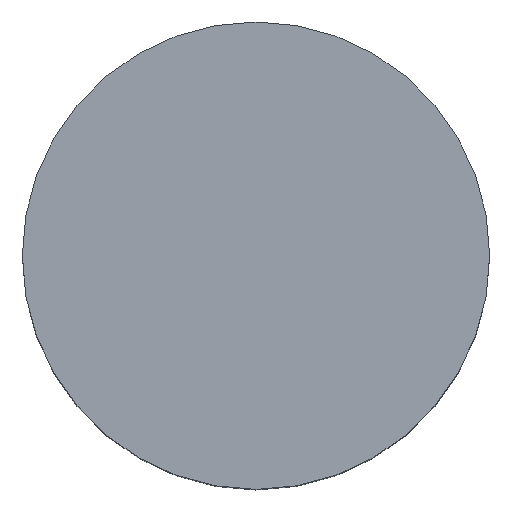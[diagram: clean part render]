
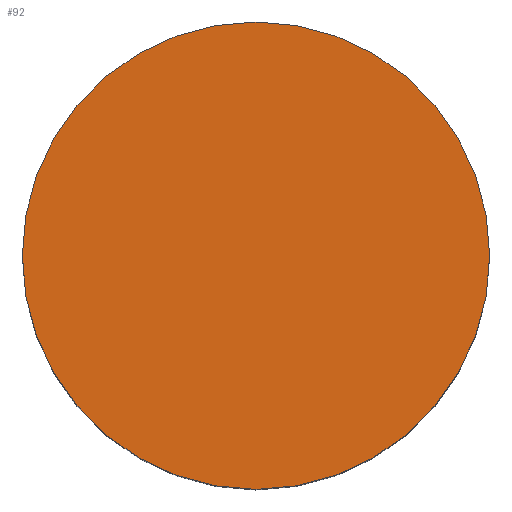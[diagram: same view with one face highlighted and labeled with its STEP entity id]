
A CAD part, top view. The second image highlights one B-rep face of the part: STEP entity #92.
In plain terms, the highlighted planar face has unit normal (0, 0, 1).
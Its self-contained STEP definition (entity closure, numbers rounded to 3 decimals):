
#35 = VERTEX_POINT('',#36);
#36 = CARTESIAN_POINT('',(0.,6.,9.));
#42 = EDGE_CURVE('',#35,#35,#43,.T.);
#43 = CIRCLE('',#44,6.);
#44 = AXIS2_PLACEMENT_3D('',#45,#46,#47);
#45 = CARTESIAN_POINT('',(0.,0.,9.));
#46 = DIRECTION('',(0.,-0.,1.));
#47 = DIRECTION('',(0.,1.,0.));
#92 = ADVANCED_FACE('',(#93),#96,.F.);
#93 = FACE_BOUND('',#94,.T.);
#94 = EDGE_LOOP('',(#95));
#95 = ORIENTED_EDGE('',*,*,#42,.T.);
#96 = PLANE('',#97);
#97 = AXIS2_PLACEMENT_3D('',#98,#99,#100);
#98 = CARTESIAN_POINT('',(0.,6.,9.));
#99 = DIRECTION('',(-0.,0.,-1.));
#100 = DIRECTION('',(0.,-1.,0.));
